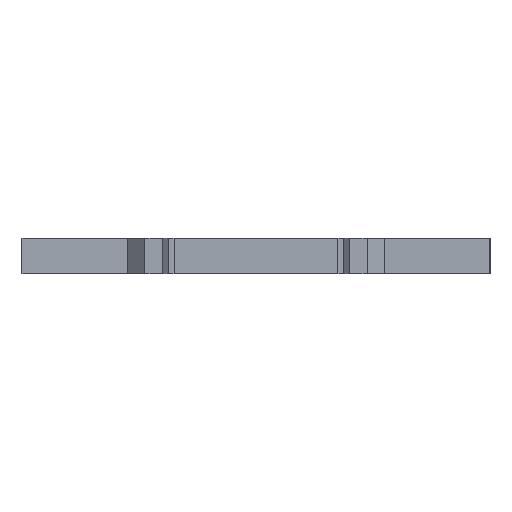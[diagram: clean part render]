
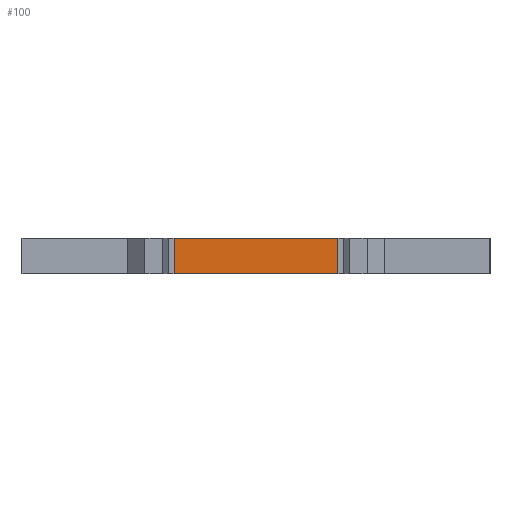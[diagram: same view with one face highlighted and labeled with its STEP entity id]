
A CAD part, left-side view. The second image highlights one B-rep face of the part: STEP entity #100.
In plain terms, the highlighted planar face has unit normal (-1, 0, 0).
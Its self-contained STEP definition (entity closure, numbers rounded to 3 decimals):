
#100 = ADVANCED_FACE ( 'NONE', ( #2890 ), #376, .T. ) ;
#115 = AXIS2_PLACEMENT_3D ( 'NONE', #360, #319, #318 ) ;
#318 = DIRECTION ( 'NONE',  ( 0., 0., 1. ) ) ;
#319 = DIRECTION ( 'NONE',  ( -1., 0., 0. ) ) ;
#360 = CARTESIAN_POINT ( 'NONE',  ( -53., 0., 32.5 ) ) ;
#376 = PLANE ( 'NONE',  #115 ) ;
#591 = EDGE_CURVE ( 'NONE', #1890, #1857, #789, .T. ) ;
#592 = EDGE_CURVE ( 'NONE', #1890, #1804, #790, .T. ) ;
#595 = EDGE_CURVE ( 'NONE', #1804, #1814, #787, .T. ) ;
#597 = EDGE_CURVE ( 'NONE', #1857, #1814, #753, .T. ) ;
#702 = VECTOR ( 'NONE', #1402, 1000. ) ;
#710 = VECTOR ( 'NONE', #1418, 1000. ) ;
#753 = LINE ( 'NONE', #1412, #702 ) ;
#784 = VECTOR ( 'NONE', #1454, 1000. ) ;
#787 = LINE ( 'NONE', #1432, #710 ) ;
#788 = VECTOR ( 'NONE', #1443, 1000. ) ;
#789 = LINE ( 'NONE', #1460, #784 ) ;
#790 = LINE ( 'NONE', #1472, #788 ) ;
#1402 = DIRECTION ( 'NONE',  ( 0., 0., -1. ) ) ;
#1412 = CARTESIAN_POINT ( 'NONE',  ( -53., 7., 32.5 ) ) ;
#1418 = DIRECTION ( 'NONE',  ( 0., 1., 0. ) ) ;
#1432 = CARTESIAN_POINT ( 'NONE',  ( -53., 0., 29.5 ) ) ;
#1443 = DIRECTION ( 'NONE',  ( 0., 0., -1. ) ) ;
#1454 = DIRECTION ( 'NONE',  ( 0., 1., 0. ) ) ;
#1460 = CARTESIAN_POINT ( 'NONE',  ( -53., 0., 32.5 ) ) ;
#1472 = CARTESIAN_POINT ( 'NONE',  ( -53., -7., 32.5 ) ) ;
#1542 = CARTESIAN_POINT ( 'NONE',  ( -53., -7., 32.5 ) ) ;
#1553 = CARTESIAN_POINT ( 'NONE',  ( -53., 7., 32.5 ) ) ;
#1596 = CARTESIAN_POINT ( 'NONE',  ( -53., 7., 29.5 ) ) ;
#1616 = EDGE_LOOP ( 'NONE', ( #2071, #2014, #2070, #2047 ) ) ;
#1622 = CARTESIAN_POINT ( 'NONE',  ( -53., -7., 29.5 ) ) ;
#1804 = VERTEX_POINT ( 'NONE', #1622 ) ;
#1814 = VERTEX_POINT ( 'NONE', #1596 ) ;
#1857 = VERTEX_POINT ( 'NONE', #1553 ) ;
#1890 = VERTEX_POINT ( 'NONE', #1542 ) ;
#2014 = ORIENTED_EDGE ( 'NONE', *, *, #592, .F. ) ;
#2047 = ORIENTED_EDGE ( 'NONE', *, *, #597, .T. ) ;
#2070 = ORIENTED_EDGE ( 'NONE', *, *, #591, .T. ) ;
#2071 = ORIENTED_EDGE ( 'NONE', *, *, #595, .F. ) ;
#2890 = FACE_OUTER_BOUND ( 'NONE', #1616, .T. ) ;
